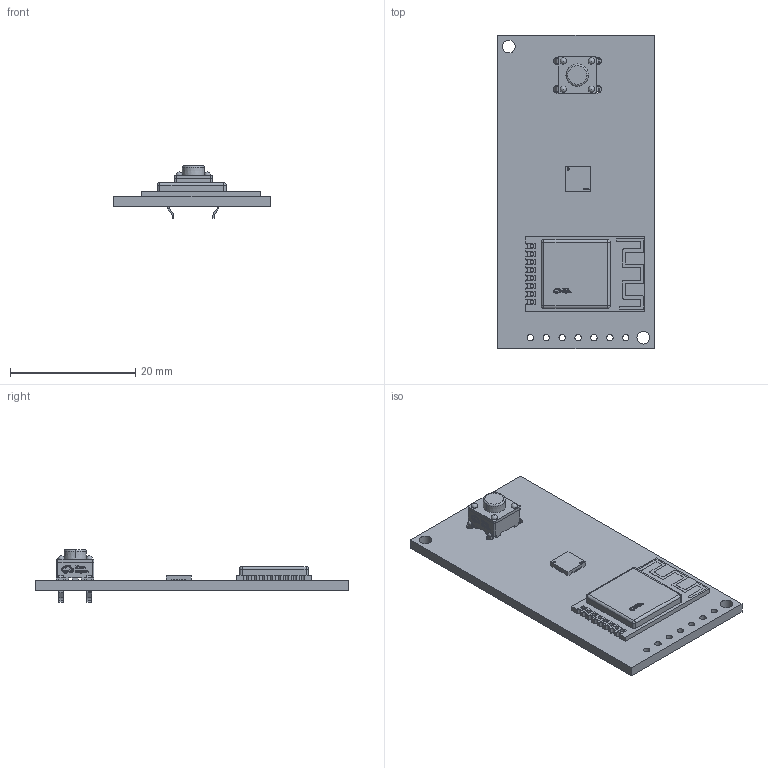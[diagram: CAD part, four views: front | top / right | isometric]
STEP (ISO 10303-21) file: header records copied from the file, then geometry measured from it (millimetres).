
FILE_DESCRIPTION(('Designed by EasyEDA Pro'),'2;1');
FILE_NAME('Open CASCADE Shape Model','2023-08-06T14:48:47',('Author'),( 'Open CASCADE'),'Open CASCADE STEP processor 7.6','Open CASCADE 7.6' ,'Unknown');
FILE_SCHEMA(('AUTOMOTIVE_DESIGN { 1 0 10303 214 1 1 1 1 }'));
Length unit declared in the file: millimetre
Products named in the file (11): PCBModel; COMPOUND; U5; WIRELM-SMD_AS01-ML01S; U6; QFN-20_L4.0-W4.0-P0.50-TL-EP2.6; U4; SW-TH_4P-L6.0-W6.0-P4.50-LS6.5
Assembly tree (10 placements, depth 4):
  PCBModel
    COMPOUND
    U5
      WIRELM-SMD_AS01-ML01S
        COMPOUND
    U6
      QFN-20_L4.0-W4.0-P0.50-TL-EP2.6
        COMPOUND
    U4
      SW-TH_4P-L6.0-W6.0-P4.50-LS6.5
        COMPOUND
Bounding box: 24.97 x 49.97 x 8.4 mm (x, y, z)
Volume: 2462 mm3; surface area: 3642.6 mm2
Topology: 51 solids, 51 shells, 1420 faces, 3872 edges, 2602 vertices
Faces by surface type: plane 875, bspline 322, cylinder 211, sphere 8, torus 2, cone 2
Full cylindrical faces by diameter (mm): 1.016 x7, 1.2 x4, 2.032 x2
Entity records: 60518 total; most frequent: CARTESIAN_POINT 13631, ORIENTED_EDGE 7728, DIRECTION 5846, EDGE_CURVE 3864, LINE 2752, VECTOR 2752, VERTEX_POINT 2602, AXIS2_PLACEMENT_3D 1547
